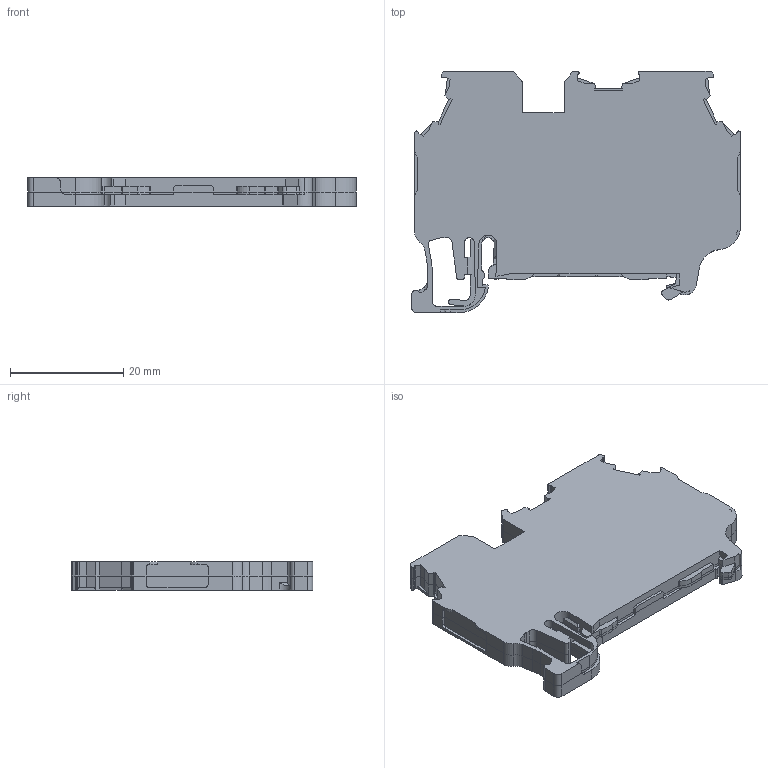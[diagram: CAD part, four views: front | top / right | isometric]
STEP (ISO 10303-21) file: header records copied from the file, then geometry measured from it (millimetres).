
FILE_DESCRIPTION (( 'STEP AP214' ), '1' );
FILE_NAME ('334280_AVK 2,5RT.STP', '2014-10-08T14:17:36', ( '' ), ( '' ), 'SwSTEP 2.0', 'SolidWorks 2014', '' );
FILE_SCHEMA (( 'AUTOMOTIVE_DESIGN' ));
Length unit declared in the file: millimetre
Products named in the file (1): 334280_AVK 2,5RT
Bounding box: 58.05 x 42.65 x 4.95 mm (x, y, z)
Volume: 8986.1 mm3; surface area: 8930.2 mm2
Topology: 2 solids, 2 shells, 496 faces, 1460 edges, 969 vertices
Faces by surface type: plane 296, cylinder 199, cone 1
Entity records: 21617 total; most frequent: CARTESIAN_POINT 2949, ORIENTED_EDGE 2920, DIRECTION 2858, EDGE_CURVE 1460, LINE 1046, VECTOR 1046, VERTEX_POINT 969, AXIS2_PLACEMENT_3D 906
